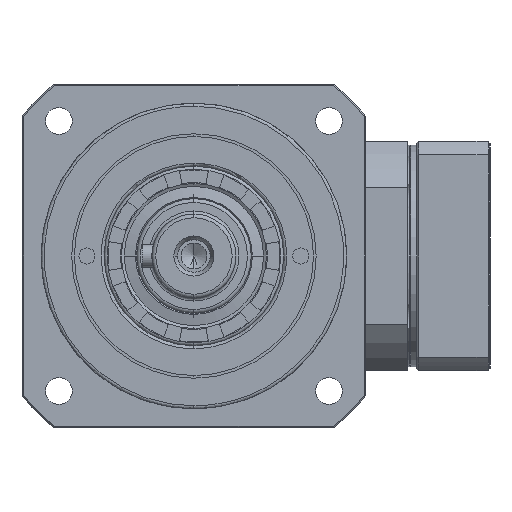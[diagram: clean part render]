
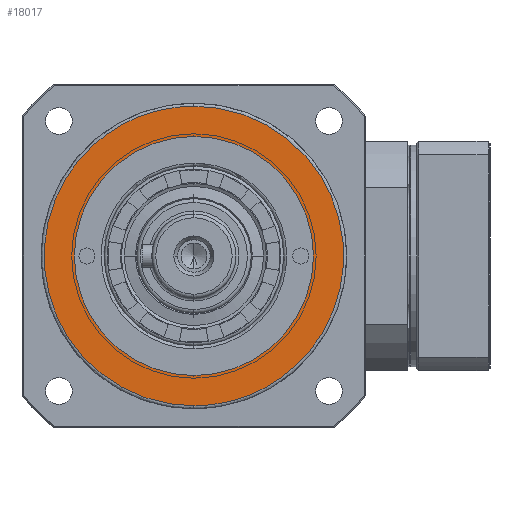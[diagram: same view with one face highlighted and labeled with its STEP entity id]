
A CAD part, left-side view. The second image highlights one B-rep face of the part: STEP entity #18017.
In plain terms, the highlighted planar face has unit normal (-1, 0, 0).
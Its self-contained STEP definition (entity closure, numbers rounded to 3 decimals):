
#1728 = EDGE_CURVE ( 'NONE', #36376, #44890, #19824, .T. ) ;
#6974 = CIRCLE ( 'NONE', #43145, 31.3 ) ;
#9753 = FACE_OUTER_BOUND ( 'NONE', #27038, .T. ) ;
#13974 = EDGE_CURVE ( 'NONE', #23984, #19369, #33958, .T. ) ;
#14956 = DIRECTION ( 'NONE',  ( 0., 0., 1. ) ) ;
#14985 = DIRECTION ( 'NONE',  ( -1., 0., 0. ) ) ;
#17222 = EDGE_CURVE ( 'NONE', #19369, #23984, #33405, .T. ) ;
#18017 = ADVANCED_FACE ( 'NONE', ( #9753, #44732 ), #19210, .F. ) ;
#19054 = DIRECTION ( 'NONE',  ( 0., 0., -1. ) ) ;
#19109 = DIRECTION ( 'NONE',  ( 1., 0., 0. ) ) ;
#19210 = PLANE ( 'NONE',  #36030 ) ;
#19356 = CARTESIAN_POINT ( 'NONE',  ( -615.585, 0., 0. ) ) ;
#19369 = VERTEX_POINT ( 'NONE', #36155 ) ;
#19476 = ORIENTED_EDGE ( 'NONE', *, *, #13974, .F. ) ;
#19824 = CIRCLE ( 'NONE', #20651, 31.3 ) ;
#20651 = AXIS2_PLACEMENT_3D ( 'NONE', #20681, #21339, #14956 ) ;
#20681 = CARTESIAN_POINT ( 'NONE',  ( -615.585, -5503.681, 0. ) ) ;
#20947 = CARTESIAN_POINT ( 'NONE',  ( -615.585, -5503.681, -31.3 ) ) ;
#21339 = DIRECTION ( 'NONE',  ( -1., 0., 0. ) ) ;
#23984 = VERTEX_POINT ( 'NONE', #46362 ) ;
#25041 = CARTESIAN_POINT ( 'NONE',  ( -615.585, -5503.681, 39.2 ) ) ;
#25053 = CARTESIAN_POINT ( 'NONE',  ( -615.585, -5425.281, 39.2 ) ) ;
#25101 = CARTESIAN_POINT ( 'NONE',  ( -615.585, -5503.681, -39.2 ) ) ;
#25213 = CARTESIAN_POINT ( 'NONE',  ( -615.585, -5425.281, -39.2 ) ) ;
#27038 = EDGE_LOOP ( 'NONE', ( #19476, #39992 ) ) ;
#27682 = ORIENTED_EDGE ( 'NONE', *, *, #1728, .F. ) ;
#33042 = EDGE_CURVE ( 'NONE', #44890, #36376, #6974, .T. ) ;
#33405 =( BOUNDED_CURVE ( )  B_SPLINE_CURVE ( 3, ( #39658, #39598, #39587, #39533 ),
 .UNSPECIFIED., .F., .T. ) 
 B_SPLINE_CURVE_WITH_KNOTS ( ( 4, 4 ),
 ( 0., 1. ),
 .UNSPECIFIED. ) 
 CURVE ( )  GEOMETRIC_REPRESENTATION_ITEM ( )  RATIONAL_B_SPLINE_CURVE ( ( 1., 0.333, 0.333, 1. ) ) 
 REPRESENTATION_ITEM ( '' )  );
#33958 =( BOUNDED_CURVE ( )  B_SPLINE_CURVE ( 3, ( #25101, #25213, #25053, #25041 ),
 .UNSPECIFIED., .F., .T. ) 
 B_SPLINE_CURVE_WITH_KNOTS ( ( 4, 4 ),
 ( 0., 1. ),
 .UNSPECIFIED. ) 
 CURVE ( )  GEOMETRIC_REPRESENTATION_ITEM ( )  RATIONAL_B_SPLINE_CURVE ( ( 1., 0.333, 0.333, 1. ) ) 
 REPRESENTATION_ITEM ( '' )  );
#34596 = CARTESIAN_POINT ( 'NONE',  ( -615.585, -5503.681, 31.3 ) ) ;
#34622 = ORIENTED_EDGE ( 'NONE', *, *, #33042, .F. ) ;
#36030 = AXIS2_PLACEMENT_3D ( 'NONE', #19356, #19109, #19054 ) ;
#36155 = CARTESIAN_POINT ( 'NONE',  ( -615.585, -5503.681, 39.2 ) ) ;
#36376 = VERTEX_POINT ( 'NONE', #34596 ) ;
#36996 = CARTESIAN_POINT ( 'NONE',  ( -615.585, -5503.681, 0. ) ) ;
#37962 = EDGE_LOOP ( 'NONE', ( #27682, #34622 ) ) ;
#39533 = CARTESIAN_POINT ( 'NONE',  ( -615.585, -5503.681, -39.2 ) ) ;
#39587 = CARTESIAN_POINT ( 'NONE',  ( -615.585, -5582.08, -39.2 ) ) ;
#39598 = CARTESIAN_POINT ( 'NONE',  ( -615.585, -5582.08, 39.2 ) ) ;
#39658 = CARTESIAN_POINT ( 'NONE',  ( -615.585, -5503.681, 39.2 ) ) ;
#39992 = ORIENTED_EDGE ( 'NONE', *, *, #17222, .F. ) ;
#40583 = DIRECTION ( 'NONE',  ( 0., 0., 1. ) ) ;
#43145 = AXIS2_PLACEMENT_3D ( 'NONE', #36996, #14985, #40583 ) ;
#44732 = FACE_BOUND ( 'NONE', #37962, .T. ) ;
#44890 = VERTEX_POINT ( 'NONE', #20947 ) ;
#46362 = CARTESIAN_POINT ( 'NONE',  ( -615.585, -5503.681, -39.2 ) ) ;
